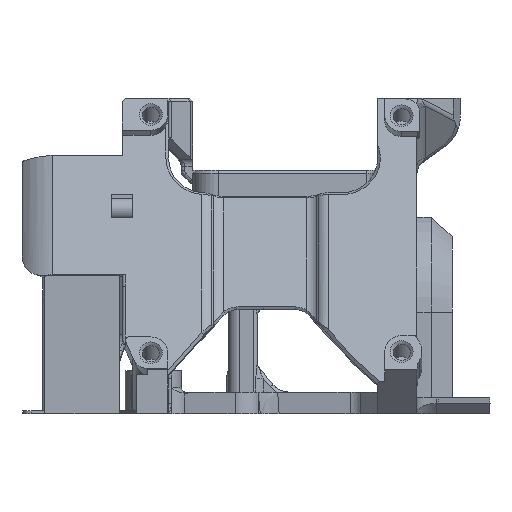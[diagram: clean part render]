
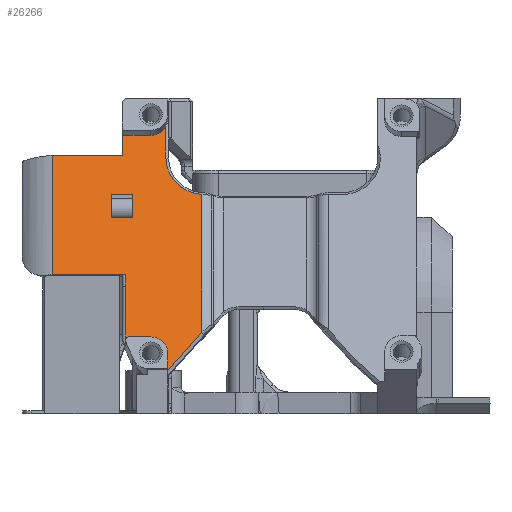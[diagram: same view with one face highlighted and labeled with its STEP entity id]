
A CAD part, left-side view. The second image highlights one B-rep face of the part: STEP entity #26266.
In plain terms, the highlighted planar face has unit normal (-0.94, 0, 0.342).
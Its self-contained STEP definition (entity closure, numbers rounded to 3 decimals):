
#1230=B_SPLINE_CURVE_WITH_KNOTS('',3,(#50953,#50954,#50955,#50956),
 .UNSPECIFIED.,.F.,.F.,(4,4),(0.,0.06),.UNSPECIFIED.);
#1231=B_SPLINE_CURVE_WITH_KNOTS('',3,(#50966,#50967,#50968,#50969),
 .UNSPECIFIED.,.F.,.F.,(4,4),(0.02,0.022),
 .UNSPECIFIED.);
#2792=CIRCLE('',#28328,0.5);
#2793=CIRCLE('',#28329,2.35);
#2794=CIRCLE('',#28330,5.4);
#2795=CIRCLE('',#28331,2.35);
#8009=ORIENTED_EDGE('',*,*,#13988,.F.);
#8010=ORIENTED_EDGE('',*,*,#13989,.T.);
#8011=ORIENTED_EDGE('',*,*,#13990,.T.);
#8012=ORIENTED_EDGE('',*,*,#13991,.T.);
#8013=ORIENTED_EDGE('',*,*,#13992,.T.);
#8014=ORIENTED_EDGE('',*,*,#13993,.F.);
#8015=ORIENTED_EDGE('',*,*,#13994,.T.);
#8016=ORIENTED_EDGE('',*,*,#13995,.F.);
#8017=ORIENTED_EDGE('',*,*,#13996,.F.);
#8018=ORIENTED_EDGE('',*,*,#13997,.T.);
#8019=ORIENTED_EDGE('',*,*,#13998,.T.);
#8020=ORIENTED_EDGE('',*,*,#13999,.T.);
#8021=ORIENTED_EDGE('',*,*,#14000,.T.);
#8022=ORIENTED_EDGE('',*,*,#14001,.F.);
#8023=ORIENTED_EDGE('',*,*,#14002,.F.);
#8024=ORIENTED_EDGE('',*,*,#14003,.F.);
#8025=ORIENTED_EDGE('',*,*,#14004,.F.);
#8026=ORIENTED_EDGE('',*,*,#14005,.F.);
#8027=ORIENTED_EDGE('',*,*,#14006,.F.);
#8028=ORIENTED_EDGE('',*,*,#14007,.F.);
#8029=ORIENTED_EDGE('',*,*,#14008,.T.);
#13988=EDGE_CURVE('',#17191,#17192,#19015,.T.);
#13989=EDGE_CURVE('',#17191,#17193,#19016,.T.);
#13990=EDGE_CURVE('',#17193,#17194,#19017,.T.);
#13991=EDGE_CURVE('',#17194,#17192,#19018,.T.);
#13992=EDGE_CURVE('',#17195,#17196,#19019,.F.);
#13993=EDGE_CURVE('',#17197,#17196,#2792,.F.);
#13994=EDGE_CURVE('',#17197,#17198,#19020,.T.);
#13995=EDGE_CURVE('',#17199,#17198,#2793,.T.);
#13996=EDGE_CURVE('',#17200,#17199,#19021,.T.);
#13997=EDGE_CURVE('',#17200,#17201,#19022,.T.);
#13998=EDGE_CURVE('',#17201,#17202,#19023,.T.);
#13999=EDGE_CURVE('',#17202,#17203,#2794,.T.);
#14000=EDGE_CURVE('',#17203,#17204,#19024,.T.);
#14001=EDGE_CURVE('',#17205,#17204,#2795,.T.);
#14002=EDGE_CURVE('',#17206,#17205,#19025,.T.);
#14003=EDGE_CURVE('',#17207,#17206,#1230,.F.);
#14004=EDGE_CURVE('',#17208,#17207,#19026,.T.);
#14005=EDGE_CURVE('',#17209,#17208,#19027,.T.);
#14006=EDGE_CURVE('',#17210,#17209,#19028,.T.);
#14007=EDGE_CURVE('',#17211,#17210,#19029,.T.);
#14008=EDGE_CURVE('',#17211,#17195,#1231,.T.);
#17191=VERTEX_POINT('',#50923);
#17192=VERTEX_POINT('',#50924);
#17193=VERTEX_POINT('',#50926);
#17194=VERTEX_POINT('',#50928);
#17195=VERTEX_POINT('',#50931);
#17196=VERTEX_POINT('',#50932);
#17197=VERTEX_POINT('',#50934);
#17198=VERTEX_POINT('',#50936);
#17199=VERTEX_POINT('',#50938);
#17200=VERTEX_POINT('',#50940);
#17201=VERTEX_POINT('',#50942);
#17202=VERTEX_POINT('',#50944);
#17203=VERTEX_POINT('',#50946);
#17204=VERTEX_POINT('',#50948);
#17205=VERTEX_POINT('',#50950);
#17206=VERTEX_POINT('',#50952);
#17207=VERTEX_POINT('',#50957);
#17208=VERTEX_POINT('',#50959);
#17209=VERTEX_POINT('',#50961);
#17210=VERTEX_POINT('',#50963);
#17211=VERTEX_POINT('',#50965);
#19015=LINE('',#50922,#20720);
#19016=LINE('',#50925,#20721);
#19017=LINE('',#50927,#20722);
#19018=LINE('',#50929,#20723);
#19019=LINE('',#50930,#20724);
#19020=LINE('',#50935,#20725);
#19021=LINE('',#50939,#20726);
#19022=LINE('',#50941,#20727);
#19023=LINE('',#50943,#20728);
#19024=LINE('',#50947,#20729);
#19025=LINE('',#50951,#20730);
#19026=LINE('',#50958,#20731);
#19027=LINE('',#50960,#20732);
#19028=LINE('',#50962,#20733);
#19029=LINE('',#50964,#20734);
#20720=VECTOR('',#33003,1000.);
#20721=VECTOR('',#33004,1000.);
#20722=VECTOR('',#33005,1000.);
#20723=VECTOR('',#33006,1000.);
#20724=VECTOR('',#33007,1000.);
#20725=VECTOR('',#33010,1000.);
#20726=VECTOR('',#33013,1000.);
#20727=VECTOR('',#33014,1000.);
#20728=VECTOR('',#33015,1000.);
#20729=VECTOR('',#33018,1000.);
#20730=VECTOR('',#33021,1000.);
#20731=VECTOR('',#33022,1000.);
#20732=VECTOR('',#33023,1000.);
#20733=VECTOR('',#33024,1000.);
#20734=VECTOR('',#33025,1000.);
#22449=EDGE_LOOP('',(#8009,#8010,#8011,#8012));
#22450=EDGE_LOOP('',(#8013,#8014,#8015,#8016,#8017,#8018,#8019,#8020,#8021,
#8022,#8023,#8024,#8025,#8026,#8027,#8028,#8029));
#24125=FACE_BOUND('',#22449,.T.);
#24126=FACE_BOUND('',#22450,.T.);
#25139=PLANE('',#28327);
#26266=ADVANCED_FACE('',(#24125,#24126),#25139,.T.);
#28327=AXIS2_PLACEMENT_3D('',#50921,#33001,#33002);
#28328=AXIS2_PLACEMENT_3D('',#50933,#33008,#33009);
#28329=AXIS2_PLACEMENT_3D('',#50937,#33011,#33012);
#28330=AXIS2_PLACEMENT_3D('',#50945,#33016,#33017);
#28331=AXIS2_PLACEMENT_3D('',#50949,#33019,#33020);
#33001=DIRECTION('',(-0.94,0.,0.342));
#33002=DIRECTION('',(-0.342,0.,-0.94));
#33003=DIRECTION('',(0.342,0.,0.94));
#33004=DIRECTION('',(0.,1.,0.));
#33005=DIRECTION('',(0.342,0.,0.94));
#33006=DIRECTION('',(0.,-1.,0.));
#33007=DIRECTION('',(0.342,0.,0.94));
#33008=DIRECTION('',(0.94,0.,-0.342));
#33009=DIRECTION('',(0.342,0.,0.94));
#33010=DIRECTION('',(0.,-1.,0.));
#33011=DIRECTION('',(-0.94,0.,0.342));
#33012=DIRECTION('',(-0.342,0.,-0.94));
#33013=DIRECTION('',(0.342,0.,0.94));
#33014=DIRECTION('',(0.262,-0.643,0.72));
#33015=DIRECTION('',(0.342,0.,0.94));
#33016=DIRECTION('',(0.94,0.,-0.342));
#33017=DIRECTION('',(0.342,0.,0.94));
#33018=DIRECTION('',(0.342,0.,0.94));
#33019=DIRECTION('',(-0.94,0.,0.342));
#33020=DIRECTION('',(-0.342,0.,-0.94));
#33021=DIRECTION('',(0.,-1.,0.));
#33022=DIRECTION('',(0.342,0.,0.94));
#33023=DIRECTION('',(0.,-1.,0.));
#33024=DIRECTION('',(0.342,0.,0.94));
#33025=DIRECTION('',(0.,1.,0.));
#50921=CARTESIAN_POINT('',(-143.233,143.625,7.513));
#50922=CARTESIAN_POINT('',(-143.233,146.125,7.513));
#50923=CARTESIAN_POINT('',(-136.025,146.125,27.318));
#50924=CARTESIAN_POINT('',(-134.842,146.125,30.57));
#50925=CARTESIAN_POINT('',(-136.025,149.125,27.318));
#50926=CARTESIAN_POINT('',(-136.025,149.125,27.318));
#50927=CARTESIAN_POINT('',(-143.233,149.125,7.513));
#50928=CARTESIAN_POINT('',(-134.842,149.125,30.57));
#50929=CARTESIAN_POINT('',(-134.842,146.125,30.57));
#50930=CARTESIAN_POINT('',(-143.233,147.174,7.513));
#50931=CARTESIAN_POINT('',(-139.495,147.174,17.785));
#50932=CARTESIAN_POINT('',(-142.438,147.174,9.699));
#50933=CARTESIAN_POINT('',(-142.498,146.706,9.534));
#50934=CARTESIAN_POINT('',(-142.327,146.706,10.004));
#50935=CARTESIAN_POINT('',(-142.327,143.625,10.004));
#50936=CARTESIAN_POINT('',(-142.327,143.625,10.004));
#50937=CARTESIAN_POINT('',(-143.131,143.625,7.795));
#50938=CARTESIAN_POINT('',(-143.131,141.275,7.795));
#50939=CARTESIAN_POINT('',(-130.237,141.275,43.222));
#50940=CARTESIAN_POINT('',(-143.766,141.275,6.051));
#50941=CARTESIAN_POINT('',(-143.849,141.48,5.822));
#50942=CARTESIAN_POINT('',(-141.835,136.539,11.354));
#50943=CARTESIAN_POINT('',(-143.233,136.539,7.513));
#50944=CARTESIAN_POINT('',(-134.831,136.539,30.6));
#50945=CARTESIAN_POINT('',(-132.989,136.125,35.659));
#50946=CARTESIAN_POINT('',(-132.989,141.525,35.659));
#50947=CARTESIAN_POINT('',(-143.233,141.525,7.513));
#50948=CARTESIAN_POINT('',(-131.384,141.525,40.069));
#50949=CARTESIAN_POINT('',(-131.023,143.625,41.06));
#50950=CARTESIAN_POINT('',(-131.827,143.625,38.852));
#50951=CARTESIAN_POINT('',(-131.827,143.625,38.852));
#50952=CARTESIAN_POINT('',(-131.827,146.125,38.852));
#50953=CARTESIAN_POINT('',(-131.827,146.125,38.852));
#50954=CARTESIAN_POINT('',(-131.827,146.625,38.852));
#50955=CARTESIAN_POINT('',(-131.827,147.125,38.852));
#50956=CARTESIAN_POINT('',(-131.827,147.625,38.852));
#50957=CARTESIAN_POINT('',(-131.827,147.625,38.852));
#50958=CARTESIAN_POINT('',(-143.233,147.625,7.513));
#50959=CARTESIAN_POINT('',(-132.846,147.625,36.052));
#50960=CARTESIAN_POINT('',(-132.846,147.125,36.052));
#50961=CARTESIAN_POINT('',(-132.846,157.406,36.052));
#50962=CARTESIAN_POINT('',(-138.898,157.406,19.425));
#50963=CARTESIAN_POINT('',(-138.898,157.406,19.425));
#50964=CARTESIAN_POINT('',(-138.898,147.125,19.425));
#50965=CARTESIAN_POINT('',(-138.898,147.223,19.425));
#50966=CARTESIAN_POINT('',(-138.898,147.223,19.425));
#50967=CARTESIAN_POINT('',(-139.097,147.213,18.878));
#50968=CARTESIAN_POINT('',(-139.295,147.174,18.333));
#50969=CARTESIAN_POINT('',(-139.495,147.174,17.785));
